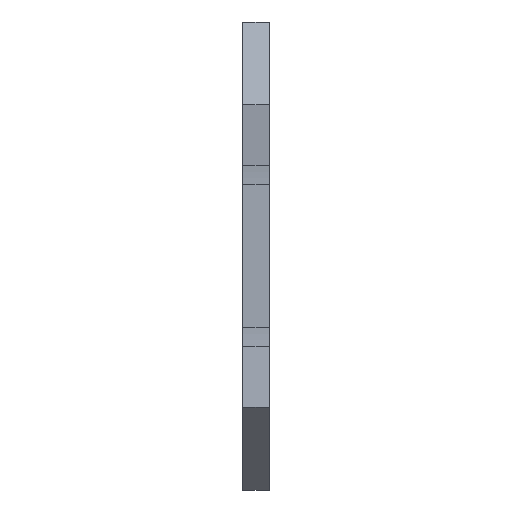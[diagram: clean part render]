
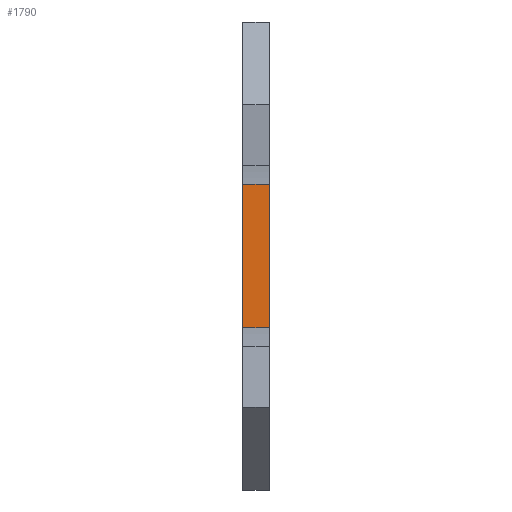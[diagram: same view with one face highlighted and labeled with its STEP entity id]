
A CAD part, left-side view. The second image highlights one B-rep face of the part: STEP entity #1790.
In plain terms, the highlighted planar face has unit normal (-1, 0, 0).
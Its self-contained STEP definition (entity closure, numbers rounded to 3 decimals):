
#51 = VECTOR ( 'NONE', #529, 1000. ) ;
#172 = LINE ( 'NONE', #3059, #2932 ) ;
#370 = EDGE_CURVE ( 'NONE', #2878, #1841, #1955, .T. ) ;
#379 = ORIENTED_EDGE ( 'NONE', *, *, #2060, .T. ) ;
#489 = DIRECTION ( 'NONE',  ( 1., 0., 0. ) ) ;
#504 = ORIENTED_EDGE ( 'NONE', *, *, #2453, .F. ) ;
#529 = DIRECTION ( 'NONE',  ( 0., 0., 1. ) ) ;
#578 = CARTESIAN_POINT ( 'NONE',  ( -35., 4.1, -11.033 ) ) ;
#595 = VERTEX_POINT ( 'NONE', #578 ) ;
#777 = DIRECTION ( 'NONE',  ( 0., 1., 0. ) ) ;
#954 = ORIENTED_EDGE ( 'NONE', *, *, #370, .T. ) ;
#1022 = ORIENTED_EDGE ( 'NONE', *, *, #3068, .T. ) ;
#1280 = VECTOR ( 'NONE', #2680, 1000. ) ;
#1312 = LINE ( 'NONE', #2418, #51 ) ;
#1415 = DIRECTION ( 'NONE',  ( 0., -1., 0. ) ) ;
#1447 = CARTESIAN_POINT ( 'NONE',  ( -35., 0., 11.033 ) ) ;
#1775 = LINE ( 'NONE', #2398, #1280 ) ;
#1790 = ADVANCED_FACE ( 'NONE', ( #2887 ), #1818, .F. ) ;
#1818 = PLANE ( 'NONE',  #1910 ) ;
#1841 = VERTEX_POINT ( 'NONE', #2924 ) ;
#1905 = CARTESIAN_POINT ( 'NONE',  ( -35., 0., -11.033 ) ) ;
#1910 = AXIS2_PLACEMENT_3D ( 'NONE', #2121, #489, #2653 ) ;
#1955 = LINE ( 'NONE', #2118, #2380 ) ;
#2060 = EDGE_CURVE ( 'NONE', #595, #2555, #172, .T. ) ;
#2118 = CARTESIAN_POINT ( 'NONE',  ( -35., 4.1, 11.033 ) ) ;
#2121 = CARTESIAN_POINT ( 'NONE',  ( -35., 4.1, 12.5 ) ) ;
#2380 = VECTOR ( 'NONE', #777, 1000. ) ;
#2398 = CARTESIAN_POINT ( 'NONE',  ( -35., 0., 12.5 ) ) ;
#2418 = CARTESIAN_POINT ( 'NONE',  ( -35., 4.1, 12.5 ) ) ;
#2453 = EDGE_CURVE ( 'NONE', #595, #1841, #1312, .T. ) ;
#2555 = VERTEX_POINT ( 'NONE', #1905 ) ;
#2653 = DIRECTION ( 'NONE',  ( 0., 0., -1. ) ) ;
#2680 = DIRECTION ( 'NONE',  ( 0., 0., 1. ) ) ;
#2878 = VERTEX_POINT ( 'NONE', #1447 ) ;
#2887 = FACE_OUTER_BOUND ( 'NONE', #3048, .T. ) ;
#2924 = CARTESIAN_POINT ( 'NONE',  ( -35., 4.1, 11.033 ) ) ;
#2932 = VECTOR ( 'NONE', #1415, 1000. ) ;
#3048 = EDGE_LOOP ( 'NONE', ( #1022, #954, #504, #379 ) ) ;
#3059 = CARTESIAN_POINT ( 'NONE',  ( -35., 0., -11.033 ) ) ;
#3068 = EDGE_CURVE ( 'NONE', #2555, #2878, #1775, .T. ) ;
